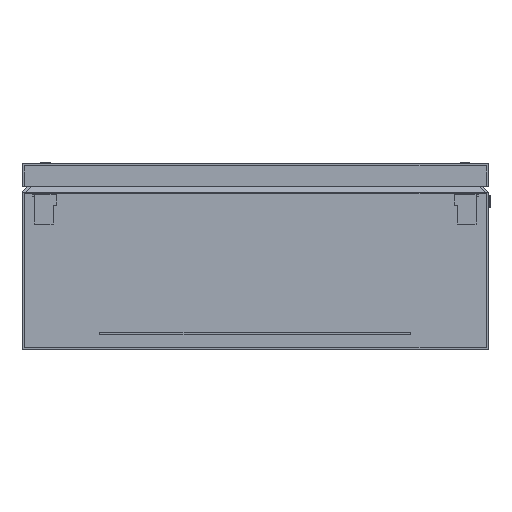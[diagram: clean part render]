
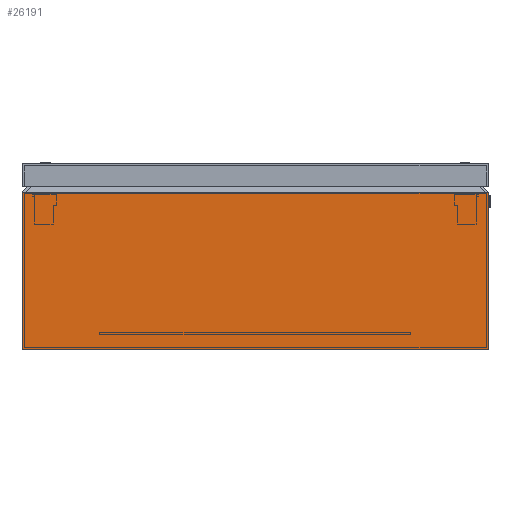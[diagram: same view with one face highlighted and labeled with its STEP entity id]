
A CAD part, left-side view. The second image highlights one B-rep face of the part: STEP entity #26191.
In plain terms, the highlighted planar face has unit normal (-1, 0, 0).
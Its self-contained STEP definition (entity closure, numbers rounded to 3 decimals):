
#3 = CARTESIAN_POINT ( 'NONE',  ( 0., 0., 101.167 ) ) ;
#50 = VERTEX_POINT ( 'NONE', #2183 ) ;
#63 = CARTESIAN_POINT ( 'NONE',  ( 0., 300., 0. ) ) ;
#65 = EDGE_CURVE ( 'NONE', #25247, #50, #4655, .T. ) ;
#109 = EDGE_LOOP ( 'NONE', ( #23606, #23758, #2568, #21095 ) ) ;
#892 = CARTESIAN_POINT ( 'NONE',  ( 0., 0., 0. ) ) ;
#2183 = CARTESIAN_POINT ( 'NONE',  ( 0., 300., 101.167 ) ) ;
#2248 = VECTOR ( 'NONE', #6768, 1000. ) ;
#2568 = ORIENTED_EDGE ( 'NONE', *, *, #21619, .F. ) ;
#4655 = LINE ( 'NONE', #3, #14322 ) ;
#4981 = LINE ( 'NONE', #892, #18836 ) ;
#5955 = CARTESIAN_POINT ( 'NONE',  ( 0., 0., 0. ) ) ;
#6768 = DIRECTION ( 'NONE',  ( 0., 0., 1. ) ) ;
#7280 = LINE ( 'NONE', #16108, #22705 ) ;
#7604 = DIRECTION ( 'NONE',  ( 0., 1., 0. ) ) ;
#7835 = CARTESIAN_POINT ( 'NONE',  ( 0., 0., 0. ) ) ;
#8340 = VERTEX_POINT ( 'NONE', #5955 ) ;
#8649 = LINE ( 'NONE', #63, #2248 ) ;
#9838 = EDGE_CURVE ( 'NONE', #17300, #50, #8649, .T. ) ;
#10745 = DIRECTION ( 'NONE',  ( 0., 1., 0. ) ) ;
#11034 = AXIS2_PLACEMENT_3D ( 'NONE', #7835, #16396, #16677 ) ;
#13645 = EDGE_CURVE ( 'NONE', #8340, #25247, #7280, .T. ) ;
#14315 = FACE_OUTER_BOUND ( 'NONE', #109, .T. ) ;
#14322 = VECTOR ( 'NONE', #10745, 1000. ) ;
#16108 = CARTESIAN_POINT ( 'NONE',  ( 0., 0., 0. ) ) ;
#16396 = DIRECTION ( 'NONE',  ( -1., 0., 0. ) ) ;
#16677 = DIRECTION ( 'NONE',  ( 0., 0., 1. ) ) ;
#17300 = VERTEX_POINT ( 'NONE', #18093 ) ;
#18042 = DIRECTION ( 'NONE',  ( 0., 0., 1. ) ) ;
#18093 = CARTESIAN_POINT ( 'NONE',  ( 0., 300., 0. ) ) ;
#18836 = VECTOR ( 'NONE', #7604, 1000. ) ;
#21095 = ORIENTED_EDGE ( 'NONE', *, *, #13645, .T. ) ;
#21619 = EDGE_CURVE ( 'NONE', #8340, #17300, #4981, .T. ) ;
#22705 = VECTOR ( 'NONE', #18042, 1000. ) ;
#22956 = CARTESIAN_POINT ( 'NONE',  ( 0., 0., 101.167 ) ) ;
#23606 = ORIENTED_EDGE ( 'NONE', *, *, #65, .T. ) ;
#23758 = ORIENTED_EDGE ( 'NONE', *, *, #9838, .F. ) ;
#25247 = VERTEX_POINT ( 'NONE', #22956 ) ;
#26191 = ADVANCED_FACE ( 'NONE', ( #14315 ), #27748, .T. ) ;
#27748 = PLANE ( 'NONE',  #11034 ) ;
